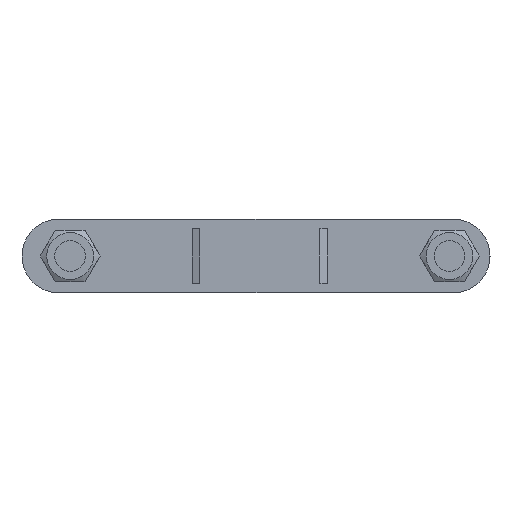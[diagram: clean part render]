
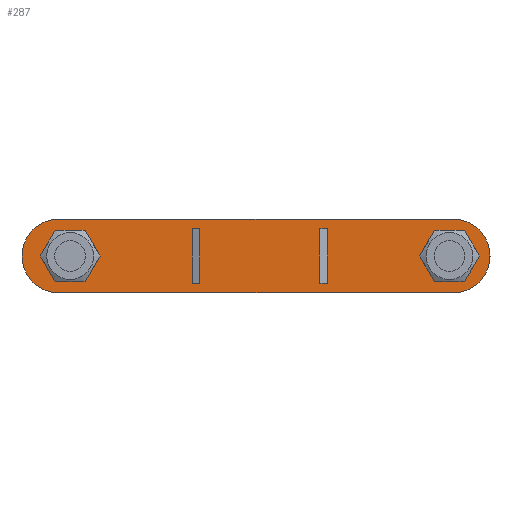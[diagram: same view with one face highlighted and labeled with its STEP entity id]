
A CAD part, front view. The second image highlights one B-rep face of the part: STEP entity #287.
In plain terms, the highlighted planar face has unit normal (0, -1, 0).
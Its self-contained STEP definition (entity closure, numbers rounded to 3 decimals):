
#287 = ADVANCED_FACE( '', ( #399, #400, #401, #402, #403 ), #404, .F. );
#399 = FACE_OUTER_BOUND( '', #1432, .T. );
#400 = FACE_BOUND( '', #1433, .T. );
#401 = FACE_BOUND( '', #1434, .T. );
#402 = FACE_BOUND( '', #1435, .T. );
#403 = FACE_BOUND( '', #1436, .T. );
#404 = PLANE( '', #1437 );
#1432 = EDGE_LOOP( '', ( #1733, #1734, #1735, #1736, #1737, #1738 ) );
#1433 = EDGE_LOOP( '', ( #1739, #1740, #1741, #1742 ) );
#1434 = EDGE_LOOP( '', ( #1743, #1744, #1745, #1746 ) );
#1435 = EDGE_LOOP( '', ( #1747 ) );
#1436 = EDGE_LOOP( '', ( #1748, #1749, #1750, #1751 ) );
#1437 = AXIS2_PLACEMENT_3D( '', #1752, #1753, #1754 );
#1733 = ORIENTED_EDGE( '', *, *, #2204, .F. );
#1734 = ORIENTED_EDGE( '', *, *, #2205, .F. );
#1735 = ORIENTED_EDGE( '', *, *, #2206, .F. );
#1736 = ORIENTED_EDGE( '', *, *, #2207, .F. );
#1737 = ORIENTED_EDGE( '', *, *, #2208, .F. );
#1738 = ORIENTED_EDGE( '', *, *, #2201, .F. );
#1739 = ORIENTED_EDGE( '', *, *, #2209, .F. );
#1740 = ORIENTED_EDGE( '', *, *, #2210, .T. );
#1741 = ORIENTED_EDGE( '', *, *, #2211, .T. );
#1742 = ORIENTED_EDGE( '', *, *, #2212, .F. );
#1743 = ORIENTED_EDGE( '', *, *, #2213, .F. );
#1744 = ORIENTED_EDGE( '', *, *, #2214, .F. );
#1745 = ORIENTED_EDGE( '', *, *, #2215, .T. );
#1746 = ORIENTED_EDGE( '', *, *, #2216, .T. );
#1747 = ORIENTED_EDGE( '', *, *, #2217, .T. );
#1748 = ORIENTED_EDGE( '', *, *, #2218, .F. );
#1749 = ORIENTED_EDGE( '', *, *, #2219, .F. );
#1750 = ORIENTED_EDGE( '', *, *, #2220, .F. );
#1751 = ORIENTED_EDGE( '', *, *, #2221, .F. );
#1752 = CARTESIAN_POINT( '', ( -81.55, 44.91, 0. ) );
#1753 = DIRECTION( '', ( 0., 1., 0. ) );
#1754 = DIRECTION( '', ( 1., 0., 0. ) );
#2201 = EDGE_CURVE( '', #2425, #2427, #2428, .T. );
#2204 = EDGE_CURVE( '', #2430, #2425, #2432, .T. );
#2205 = EDGE_CURVE( '', #2433, #2430, #2434, .T. );
#2206 = EDGE_CURVE( '', #2435, #2433, #2436, .T. );
#2207 = EDGE_CURVE( '', #2437, #2435, #2438, .T. );
#2208 = EDGE_CURVE( '', #2427, #2437, #2439, .T. );
#2209 = EDGE_CURVE( '', #2440, #2441, #2442, .T. );
#2210 = EDGE_CURVE( '', #2440, #2443, #2444, .T. );
#2211 = EDGE_CURVE( '', #2443, #2445, #2446, .T. );
#2212 = EDGE_CURVE( '', #2441, #2445, #2447, .T. );
#2213 = EDGE_CURVE( '', #2448, #2449, #2450, .T. );
#2214 = EDGE_CURVE( '', #2451, #2448, #2452, .T. );
#2215 = EDGE_CURVE( '', #2451, #2453, #2454, .T. );
#2216 = EDGE_CURVE( '', #2453, #2449, #2455, .T. );
#2217 = EDGE_CURVE( '', #2456, #2456, #2457, .T. );
#2218 = EDGE_CURVE( '', #2458, #2459, #2460, .T. );
#2219 = EDGE_CURVE( '', #2461, #2458, #2462, .T. );
#2220 = EDGE_CURVE( '', #2463, #2461, #2464, .T. );
#2221 = EDGE_CURVE( '', #2459, #2463, #2465, .T. );
#2425 = VERTEX_POINT( '', #2931 );
#2427 = VERTEX_POINT( '', #2934 );
#2428 = LINE( '', #2935, #2936 );
#2430 = VERTEX_POINT( '', #2939 );
#2432 = CIRCLE( '', #2942, 15. );
#2433 = VERTEX_POINT( '', #2943 );
#2434 = CIRCLE( '', #2944, 15. );
#2435 = VERTEX_POINT( '', #2945 );
#2436 = LINE( '', #2946, #2947 );
#2437 = VERTEX_POINT( '', #2948 );
#2438 = CIRCLE( '', #2949, 15. );
#2439 = CIRCLE( '', #2950, 15. );
#2440 = VERTEX_POINT( '', #2951 );
#2441 = VERTEX_POINT( '', #2952 );
#2442 = LINE( '', #2953, #2954 );
#2443 = VERTEX_POINT( '', #2955 );
#2444 = LINE( '', #2956, #2957 );
#2445 = VERTEX_POINT( '', #2958 );
#2446 = LINE( '', #2959, #2960 );
#2447 = LINE( '', #2961, #2962 );
#2448 = VERTEX_POINT( '', #2963 );
#2449 = VERTEX_POINT( '', #2964 );
#2450 = LINE( '', #2965, #2966 );
#2451 = VERTEX_POINT( '', #2967 );
#2452 = LINE( '', #2968, #2969 );
#2453 = VERTEX_POINT( '', #2970 );
#2454 = LINE( '', #2971, #2972 );
#2455 = LINE( '', #2973, #2974 );
#2456 = VERTEX_POINT( '', #2975 );
#2457 = CIRCLE( '', #2976, 6.9 );
#2458 = VERTEX_POINT( '', #2977 );
#2459 = VERTEX_POINT( '', #2978 );
#2460 = CIRCLE( '', #2979, 6.5 );
#2461 = VERTEX_POINT( '', #2980 );
#2462 = LINE( '', #2981, #2982 );
#2463 = VERTEX_POINT( '', #2983 );
#2464 = CIRCLE( '', #2984, 6.5 );
#2465 = LINE( '', #2985, #2986 );
#2931 = CARTESIAN_POINT( '', ( -81.55, 44.91, 15. ) );
#2934 = CARTESIAN_POINT( '', ( 78.45, 44.91, 15. ) );
#2935 = CARTESIAN_POINT( '', ( -81.55, 44.91, 15. ) );
#2936 = VECTOR( '', #3387, 1000. );
#2939 = CARTESIAN_POINT( '', ( -96.55, 44.91, 0. ) );
#2942 = AXIS2_PLACEMENT_3D( '', #3390, #3391, #3392 );
#2943 = CARTESIAN_POINT( '', ( -81.55, 44.91, -15. ) );
#2944 = AXIS2_PLACEMENT_3D( '', #3393, #3394, #3395 );
#2945 = CARTESIAN_POINT( '', ( 78.45, 44.91, -15. ) );
#2946 = CARTESIAN_POINT( '', ( 78.45, 44.91, -15. ) );
#2947 = VECTOR( '', #3396, 1000. );
#2948 = CARTESIAN_POINT( '', ( 93.45, 44.91, 0. ) );
#2949 = AXIS2_PLACEMENT_3D( '', #3397, #3398, #3399 );
#2950 = AXIS2_PLACEMENT_3D( '', #3400, #3401, #3402 );
#2951 = CARTESIAN_POINT( '', ( 27.4, 44.91, -11. ) );
#2952 = CARTESIAN_POINT( '', ( 27.4, 44.91, 11. ) );
#2953 = CARTESIAN_POINT( '', ( 27.4, 44.91, -11. ) );
#2954 = VECTOR( '', #3403, 1000. );
#2955 = CARTESIAN_POINT( '', ( 24.4, 44.91, -11. ) );
#2956 = CARTESIAN_POINT( '', ( 27.4, 44.91, -11. ) );
#2957 = VECTOR( '', #3404, 1000. );
#2958 = CARTESIAN_POINT( '', ( 24.4, 44.91, 11. ) );
#2959 = CARTESIAN_POINT( '', ( 24.4, 44.91, -11. ) );
#2960 = VECTOR( '', #3405, 1000. );
#2961 = CARTESIAN_POINT( '', ( 27.4, 44.91, 11. ) );
#2962 = VECTOR( '', #3406, 1000. );
#2963 = CARTESIAN_POINT( '', ( -24.4, 44.91, -11. ) );
#2964 = CARTESIAN_POINT( '', ( -24.4, 44.91, 11. ) );
#2965 = CARTESIAN_POINT( '', ( -24.4, 44.91, -11. ) );
#2966 = VECTOR( '', #3407, 1000. );
#2967 = CARTESIAN_POINT( '', ( -27.4, 44.91, -11. ) );
#2968 = CARTESIAN_POINT( '', ( -27.4, 44.91, -11. ) );
#2969 = VECTOR( '', #3408, 1000. );
#2970 = CARTESIAN_POINT( '', ( -27.4, 44.91, 11. ) );
#2971 = CARTESIAN_POINT( '', ( -27.4, 44.91, -11. ) );
#2972 = VECTOR( '', #3409, 1000. );
#2973 = CARTESIAN_POINT( '', ( -27.4, 44.91, 11. ) );
#2974 = VECTOR( '', #3410, 1000. );
#2975 = CARTESIAN_POINT( '', ( 83.9, 44.91, 0. ) );
#2976 = AXIS2_PLACEMENT_3D( '', #3411, #3412, #3413 );
#2977 = CARTESIAN_POINT( '', ( -80., 44.91, 6.5 ) );
#2978 = CARTESIAN_POINT( '', ( -80., 44.91, -6.5 ) );
#2979 = AXIS2_PLACEMENT_3D( '', #3414, #3415, #3416 );
#2980 = CARTESIAN_POINT( '', ( -74., 44.91, 6.5 ) );
#2981 = CARTESIAN_POINT( '', ( -74., 44.91, 6.5 ) );
#2982 = VECTOR( '', #3417, 1000. );
#2983 = CARTESIAN_POINT( '', ( -74., 44.91, -6.5 ) );
#2984 = AXIS2_PLACEMENT_3D( '', #3418, #3419, #3420 );
#2985 = CARTESIAN_POINT( '', ( -80., 44.91, -6.5 ) );
#2986 = VECTOR( '', #3421, 1000. );
#3387 = DIRECTION( '', ( 1., 0., 0. ) );
#3390 = CARTESIAN_POINT( '', ( -81.55, 44.91, 0. ) );
#3391 = DIRECTION( '', ( 0., 1., 0. ) );
#3392 = DIRECTION( '', ( -1., 0., 0. ) );
#3393 = CARTESIAN_POINT( '', ( -81.55, 44.91, 0. ) );
#3394 = DIRECTION( '', ( 0., 1., 0. ) );
#3395 = DIRECTION( '', ( 0., 0., -1. ) );
#3396 = DIRECTION( '', ( -1., 0., 0. ) );
#3397 = CARTESIAN_POINT( '', ( 78.45, 44.91, 0. ) );
#3398 = DIRECTION( '', ( 0., 1., 0. ) );
#3399 = DIRECTION( '', ( 1., 0., 0. ) );
#3400 = CARTESIAN_POINT( '', ( 78.45, 44.91, 0. ) );
#3401 = DIRECTION( '', ( 0., 1., 0. ) );
#3402 = DIRECTION( '', ( 0., 0., 1. ) );
#3403 = DIRECTION( '', ( 0., 0., 1. ) );
#3404 = DIRECTION( '', ( -1., 0., 0. ) );
#3405 = DIRECTION( '', ( 0., 0., 1. ) );
#3406 = DIRECTION( '', ( -1., 0., 0. ) );
#3407 = DIRECTION( '', ( 0., 0., 1. ) );
#3408 = DIRECTION( '', ( 1., 0., 0. ) );
#3409 = DIRECTION( '', ( 0., 0., 1. ) );
#3410 = DIRECTION( '', ( 1., 0., 0. ) );
#3411 = CARTESIAN_POINT( '', ( 77., 44.91, 0. ) );
#3412 = DIRECTION( '', ( 0., 1., 0. ) );
#3413 = DIRECTION( '', ( 1., 0., 0. ) );
#3414 = CARTESIAN_POINT( '', ( -80., 44.91, 0. ) );
#3415 = DIRECTION( '', ( 0., -1., 0. ) );
#3416 = DIRECTION( '', ( 0., 0., 1. ) );
#3417 = DIRECTION( '', ( -1., 0., 0. ) );
#3418 = CARTESIAN_POINT( '', ( -74., 44.91, 0. ) );
#3419 = DIRECTION( '', ( 0., -1., 0. ) );
#3420 = DIRECTION( '', ( 0., 0., -1. ) );
#3421 = DIRECTION( '', ( 1., 0., 0. ) );
